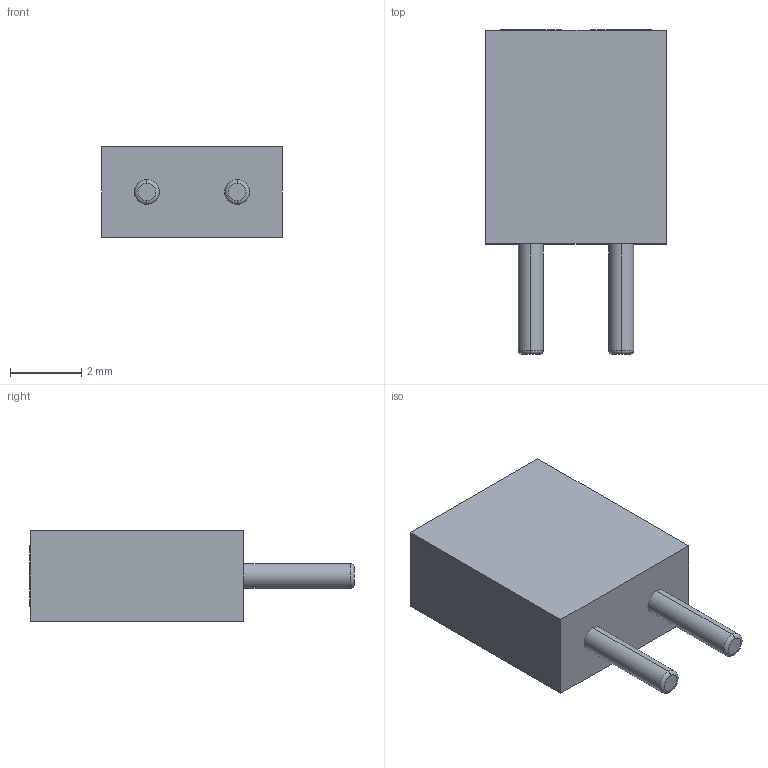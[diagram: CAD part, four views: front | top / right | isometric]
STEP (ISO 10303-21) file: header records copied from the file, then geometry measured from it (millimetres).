
FILE_DESCRIPTION (( 'STEP AP214' ), '1' );
FILE_NAME ('106B9C67-9FE3-4720-9DE5-27B1511269BA.STEP', '2023-11-09T00:37:42', ( '' ), ( '' ), 'SwSTEP 2.0', 'SolidWorks 2022', '' );
FILE_SCHEMA (( 'AUTOMOTIVE_DESIGN' ));
Length unit declared in the file: millimetre
Products named in the file (1): 106B9C67-9FE3-4720-9DE5-27B1511269BA
Bounding box: 5.08 x 9.12 x 2.54 mm (x, y, z)
Volume: 76.8 mm3; surface area: 145.6 mm2
Topology: 1 solids, 1 shells, 32 faces, 64 edges, 40 vertices
Faces by surface type: cylinder 12, plane 12, torus 8
Entity records: 1230 total; most frequent: DIRECTION 170, CARTESIAN_POINT 137, ORIENTED_EDGE 128, AXIS2_PLACEMENT_3D 73, EDGE_CURVE 64, VERTEX_POINT 40, CIRCLE 40, EDGE_LOOP 38
